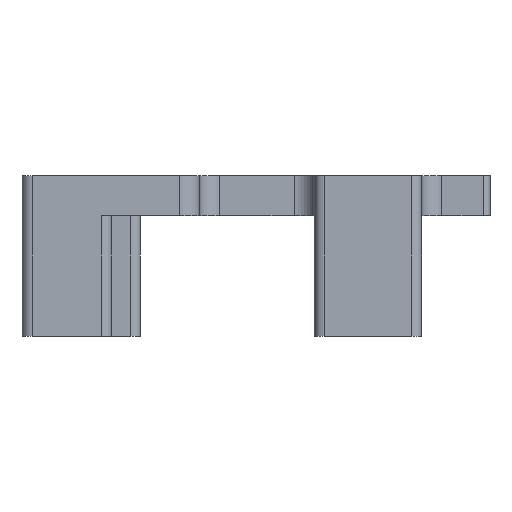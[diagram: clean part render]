
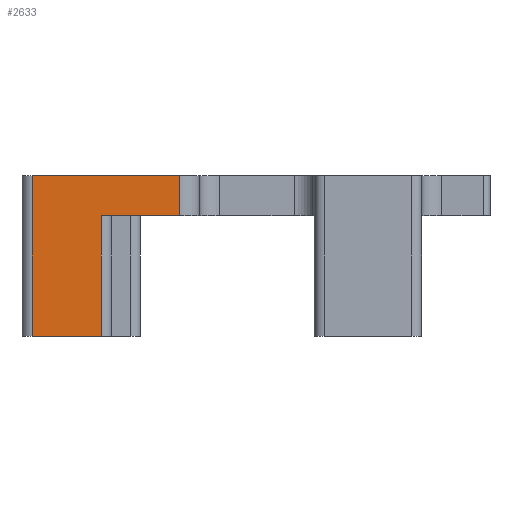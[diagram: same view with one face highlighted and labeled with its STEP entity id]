
A CAD part, left-side view. The second image highlights one B-rep face of the part: STEP entity #2633.
In plain terms, the highlighted planar face has unit normal (-1, 0, 0).
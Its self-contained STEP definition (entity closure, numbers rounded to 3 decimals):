
#298=FACE_OUTER_BOUND('',#444,.T.);
#444=EDGE_LOOP('',(#2031,#2032,#2033,#2034,#2035,#2036));
#567=LINE('',#3904,#825);
#629=LINE('',#4102,#887);
#685=LINE('',#4297,#943);
#686=LINE('',#4301,#944);
#687=LINE('',#4302,#945);
#688=LINE('',#4303,#946);
#825=VECTOR('',#3080,10.);
#887=VECTOR('',#3268,10.);
#943=VECTOR('',#3444,10.);
#944=VECTOR('',#3449,10.);
#945=VECTOR('',#3450,10.);
#946=VECTOR('',#3451,10.);
#1083=VERTEX_POINT('',#3901);
#1084=VERTEX_POINT('',#3903);
#1156=VERTEX_POINT('',#4099);
#1157=VERTEX_POINT('',#4101);
#1236=VERTEX_POINT('',#4296);
#1237=VERTEX_POINT('',#4300);
#1354=EDGE_CURVE('',#1083,#1084,#567,.T.);
#1451=EDGE_CURVE('',#1156,#1157,#629,.T.);
#1551=EDGE_CURVE('',#1157,#1236,#685,.T.);
#1553=EDGE_CURVE('',#1237,#1156,#686,.T.);
#1554=EDGE_CURVE('',#1084,#1237,#687,.T.);
#1555=EDGE_CURVE('',#1236,#1083,#688,.T.);
#2031=ORIENTED_EDGE('',*,*,#1551,.F.);
#2032=ORIENTED_EDGE('',*,*,#1451,.F.);
#2033=ORIENTED_EDGE('',*,*,#1553,.F.);
#2034=ORIENTED_EDGE('',*,*,#1554,.F.);
#2035=ORIENTED_EDGE('',*,*,#1354,.F.);
#2036=ORIENTED_EDGE('',*,*,#1555,.F.);
#2536=PLANE('',#2882);
#2633=ADVANCED_FACE('',(#298),#2536,.T.);
#2882=AXIS2_PLACEMENT_3D('',#4299,#3447,#3448);
#3080=DIRECTION('',(0.,0.,-1.));
#3268=DIRECTION('',(0.,-1.,0.));
#3444=DIRECTION('',(0.,0.,-1.));
#3447=DIRECTION('center_axis',(-1.,0.,0.));
#3448=DIRECTION('ref_axis',(0.,1.,0.));
#3449=DIRECTION('',(0.,0.,1.));
#3450=DIRECTION('',(0.,1.,0.));
#3451=DIRECTION('',(0.,1.,0.));
#3901=CARTESIAN_POINT('',(-32.8,31.302,0.));
#3903=CARTESIAN_POINT('',(-32.8,31.302,-18.));
#3904=CARTESIAN_POINT('',(-32.8,31.302,6.));
#4099=CARTESIAN_POINT('',(-32.8,41.6,6.));
#4101=CARTESIAN_POINT('',(-32.8,19.643,6.));
#4102=CARTESIAN_POINT('',(-32.8,43.1,6.));
#4296=CARTESIAN_POINT('',(-32.8,19.643,0.));
#4297=CARTESIAN_POINT('',(-32.8,19.643,6.));
#4299=CARTESIAN_POINT('Origin',(-32.8,29.802,6.));
#4300=CARTESIAN_POINT('',(-32.8,41.6,-18.));
#4301=CARTESIAN_POINT('',(-32.8,41.6,6.));
#4302=CARTESIAN_POINT('',(-32.8,43.1,-18.));
#4303=CARTESIAN_POINT('',(-32.8,14.847,0.));
